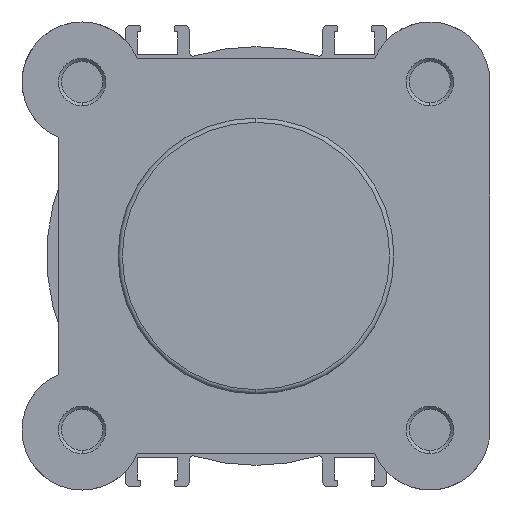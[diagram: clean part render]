
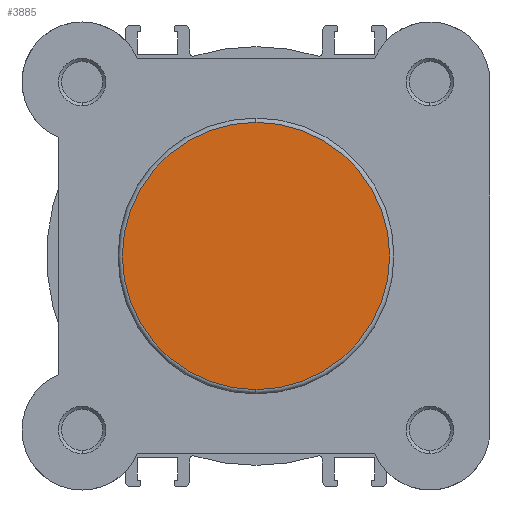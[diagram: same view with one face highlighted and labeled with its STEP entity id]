
A CAD part, left-side view. The second image highlights one B-rep face of the part: STEP entity #3885.
In plain terms, the highlighted planar face has unit normal (-1, 0, 0).
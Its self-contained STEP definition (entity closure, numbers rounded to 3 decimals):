
#609 = CIRCLE ( 'NONE', #4961, 21.7 ) ;
#675 = CIRCLE ( 'NONE', #4990, 21.7 ) ;
#1517 = CARTESIAN_POINT ( 'NONE',  ( 0., 0., 0. ) ) ;
#1518 = DIRECTION ( 'NONE',  ( -1., 0., 0. ) ) ;
#1519 = DIRECTION ( 'NONE',  ( 0., 0., -1. ) ) ;
#1651 = CARTESIAN_POINT ( 'NONE',  ( 0., 0., 0. ) ) ;
#1653 = DIRECTION ( 'NONE',  ( -1., 0., 0. ) ) ;
#1654 = DIRECTION ( 'NONE',  ( 0., 0., -1. ) ) ;
#3067 = CARTESIAN_POINT ( 'NONE',  ( 0., 0., 21.7 ) ) ;
#3361 = CARTESIAN_POINT ( 'NONE',  ( 0., 0., -21.7 ) ) ;
#3845 = FACE_OUTER_BOUND ( 'NONE', #7569, .T. ) ;
#3885 = ADVANCED_FACE ( 'NONE', ( #3845 ), #5588, .F. ) ;
#4101 = EDGE_CURVE ( 'NONE', #5846, #5312, #609, .T. ) ;
#4149 = EDGE_CURVE ( 'NONE', #5312, #5846, #675, .T. ) ;
#4720 = AXIS2_PLACEMENT_3D ( 'NONE', #5589, #5585, #5582 ) ;
#4961 = AXIS2_PLACEMENT_3D ( 'NONE', #1517, #1518, #1519 ) ;
#4990 = AXIS2_PLACEMENT_3D ( 'NONE', #1651, #1653, #1654 ) ;
#5312 = VERTEX_POINT ( 'NONE', #3067 ) ;
#5582 = DIRECTION ( 'NONE',  ( 0., 0., -1. ) ) ;
#5585 = DIRECTION ( 'NONE',  ( 1., 0., 0. ) ) ;
#5588 = PLANE ( 'NONE',  #4720 ) ;
#5589 = CARTESIAN_POINT ( 'NONE',  ( 0., 22.4, 0. ) ) ;
#5846 = VERTEX_POINT ( 'NONE', #3361 ) ;
#6581 = ORIENTED_EDGE ( 'NONE', *, *, #4149, .T. ) ;
#6582 = ORIENTED_EDGE ( 'NONE', *, *, #4101, .T. ) ;
#7569 = EDGE_LOOP ( 'NONE', ( #6582, #6581 ) ) ;
